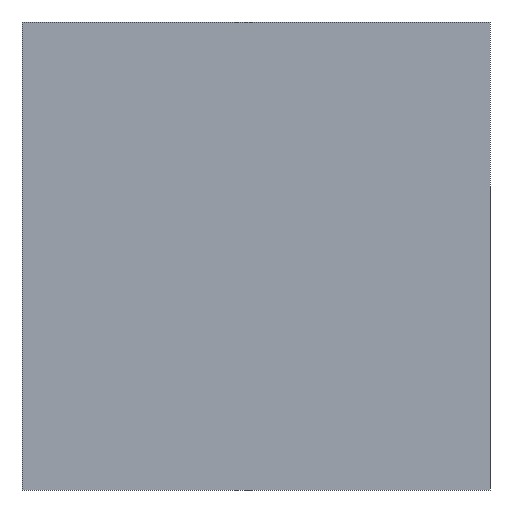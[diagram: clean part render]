
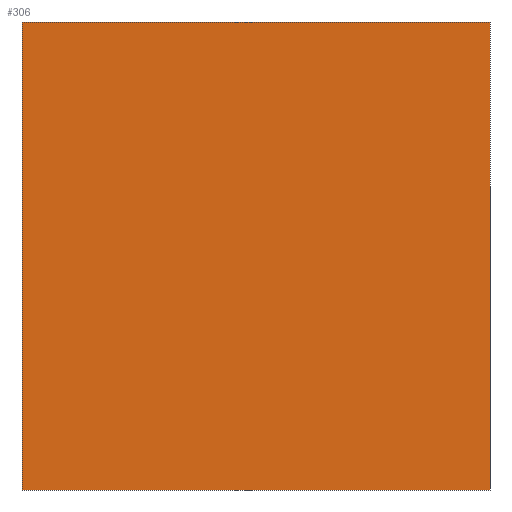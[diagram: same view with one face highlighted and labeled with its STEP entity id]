
A CAD part, front view. The second image highlights one B-rep face of the part: STEP entity #306.
In plain terms, the highlighted planar face has unit normal (0, -1, 0).
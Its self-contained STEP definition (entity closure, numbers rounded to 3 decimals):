
#44 = PLANE ( 'NONE',  #816 ) ;
#51 = CARTESIAN_POINT ( 'NONE',  ( 2., -0.4, -2. ) ) ;
#86 = EDGE_CURVE ( 'NONE', #1060, #391, #262, .T. ) ;
#102 = CARTESIAN_POINT ( 'NONE',  ( -2., -0.4, -2. ) ) ;
#205 = VECTOR ( 'NONE', #561, 1000. ) ;
#247 = DIRECTION ( 'NONE',  ( 0., 0., 1. ) ) ;
#262 = LINE ( 'NONE', #359, #932 ) ;
#264 = VERTEX_POINT ( 'NONE', #852 ) ;
#297 = VECTOR ( 'NONE', #754, 1000. ) ;
#303 = CARTESIAN_POINT ( 'NONE',  ( 2., -0.4, -2. ) ) ;
#306 = ADVANCED_FACE ( 'NONE', ( #899 ), #44, .T. ) ;
#311 = LINE ( 'NONE', #756, #205 ) ;
#359 = CARTESIAN_POINT ( 'NONE',  ( -2., -0.4, 2. ) ) ;
#391 = VERTEX_POINT ( 'NONE', #596 ) ;
#420 = CARTESIAN_POINT ( 'NONE',  ( -2., -0.4, 2. ) ) ;
#467 = ORIENTED_EDGE ( 'NONE', *, *, #470, .F. ) ;
#470 = EDGE_CURVE ( 'NONE', #264, #1060, #716, .T. ) ;
#557 = ORIENTED_EDGE ( 'NONE', *, *, #802, .F. ) ;
#559 = VERTEX_POINT ( 'NONE', #51 ) ;
#561 = DIRECTION ( 'NONE',  ( 0., 0., -1. ) ) ;
#596 = CARTESIAN_POINT ( 'NONE',  ( 2., -0.4, 2. ) ) ;
#695 = EDGE_CURVE ( 'NONE', #559, #264, #731, .T. ) ;
#716 = LINE ( 'NONE', #420, #1104 ) ;
#731 = LINE ( 'NONE', #102, #297 ) ;
#754 = DIRECTION ( 'NONE',  ( -1., 0., 0. ) ) ;
#756 = CARTESIAN_POINT ( 'NONE',  ( 2., -0.4, 2. ) ) ;
#802 = EDGE_CURVE ( 'NONE', #391, #559, #311, .T. ) ;
#816 = AXIS2_PLACEMENT_3D ( 'NONE', #303, #977, #870 ) ;
#852 = CARTESIAN_POINT ( 'NONE',  ( -2., -0.4, -2. ) ) ;
#870 = DIRECTION ( 'NONE',  ( 0., 0., -1. ) ) ;
#899 = FACE_OUTER_BOUND ( 'NONE', #937, .T. ) ;
#925 = DIRECTION ( 'NONE',  ( 1., 0., 0. ) ) ;
#932 = VECTOR ( 'NONE', #925, 1000. ) ;
#937 = EDGE_LOOP ( 'NONE', ( #557, #1015, #467, #1079 ) ) ;
#977 = DIRECTION ( 'NONE',  ( 0., -1., 0. ) ) ;
#1015 = ORIENTED_EDGE ( 'NONE', *, *, #86, .F. ) ;
#1057 = CARTESIAN_POINT ( 'NONE',  ( -2., -0.4, 2. ) ) ;
#1060 = VERTEX_POINT ( 'NONE', #1057 ) ;
#1079 = ORIENTED_EDGE ( 'NONE', *, *, #695, .F. ) ;
#1104 = VECTOR ( 'NONE', #247, 1000. ) ;
